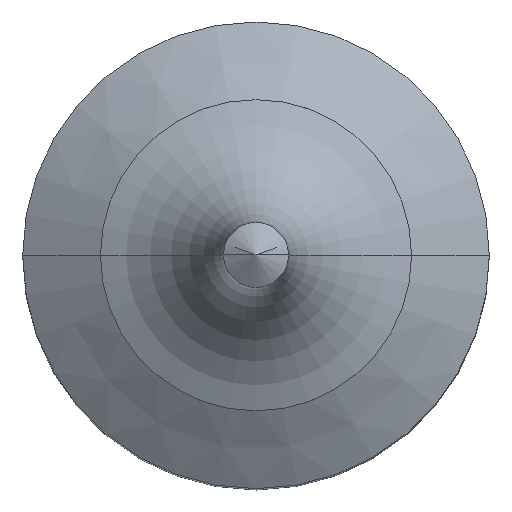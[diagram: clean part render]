
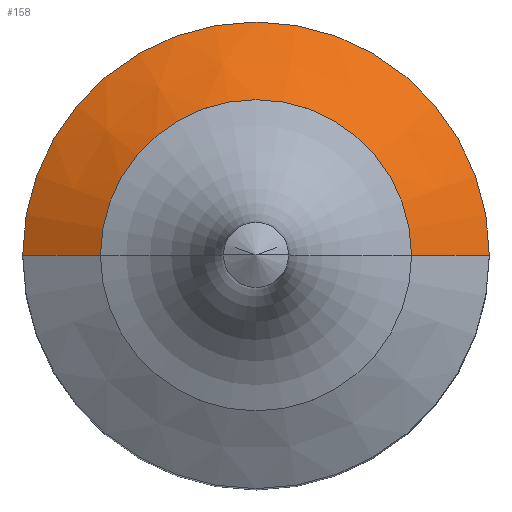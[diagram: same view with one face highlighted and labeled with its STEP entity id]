
A CAD part, top view. The second image highlights one B-rep face of the part: STEP entity #158.
In plain terms, the highlighted conical face has half-angle 60 degrees and reference radius 4 mm.
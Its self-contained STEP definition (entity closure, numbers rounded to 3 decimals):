
#92 = EDGE_LOOP ( 'NONE', ( #236, #157, #94, #111 ) ) ;
#93 = VERTEX_POINT ( 'NONE', #345 ) ;
#94 = ORIENTED_EDGE ( 'NONE', *, *, #159, .F. ) ;
#111 = ORIENTED_EDGE ( 'NONE', *, *, #162, .F. ) ;
#157 = ORIENTED_EDGE ( 'NONE', *, *, #238, .T. ) ;
#158 = ADVANCED_FACE ( 'NONE', ( #514 ), #555, .T. ) ;
#159 = EDGE_CURVE ( 'NONE', #161, #160, #529, .T. ) ;
#160 = VERTEX_POINT ( 'NONE', #531 ) ;
#161 = VERTEX_POINT ( 'NONE', #566 ) ;
#162 = EDGE_CURVE ( 'NONE', #93, #161, #576, .T. ) ;
#163 = VERTEX_POINT ( 'NONE', #471 ) ;
#236 = ORIENTED_EDGE ( 'NONE', *, *, #237, .T. ) ;
#237 = EDGE_CURVE ( 'NONE', #93, #163, #744, .T. ) ;
#238 = EDGE_CURVE ( 'NONE', #163, #160, #739, .T. ) ;
#345 = CARTESIAN_POINT ( 'NONE',  ( -4., 0., 51.723 ) ) ;
#466 = DIRECTION ( 'NONE',  ( -0.866, 0., -0.5 ) ) ;
#468 = VECTOR ( 'NONE', #466, 1000. ) ;
#469 = CARTESIAN_POINT ( 'NONE',  ( -4., 0., 51.723 ) ) ;
#471 = CARTESIAN_POINT ( 'NONE',  ( 4., 0., 51.723 ) ) ;
#491 = DIRECTION ( 'NONE',  ( -1., 0., 0. ) ) ;
#512 = DIRECTION ( 'NONE',  ( 0., 0., -1. ) ) ;
#514 = FACE_OUTER_BOUND ( 'NONE', #92, .T. ) ;
#525 = DIRECTION ( 'NONE',  ( -1., 0., 0. ) ) ;
#526 = DIRECTION ( 'NONE',  ( 0., 0., -1. ) ) ;
#527 = CARTESIAN_POINT ( 'NONE',  ( 0., 0., 50.568 ) ) ;
#528 = AXIS2_PLACEMENT_3D ( 'NONE', #527, #526, #525 ) ;
#529 = CIRCLE ( 'NONE', #528, 6. ) ;
#531 = CARTESIAN_POINT ( 'NONE',  ( 6., 0., 50.568 ) ) ;
#534 = AXIS2_PLACEMENT_3D ( 'NONE', #564, #512, #491 ) ;
#555 = CONICAL_SURFACE ( 'NONE', #534, 4., 1.047 ) ;
#564 = CARTESIAN_POINT ( 'NONE',  ( 0., 0., 51.723 ) ) ;
#566 = CARTESIAN_POINT ( 'NONE',  ( -6., 0., 50.568 ) ) ;
#576 = LINE ( 'NONE', #469, #468 ) ;
#722 = AXIS2_PLACEMENT_3D ( 'NONE', #742, #741, #740 ) ;
#736 = DIRECTION ( 'NONE',  ( 0.866, 0., -0.5 ) ) ;
#737 = VECTOR ( 'NONE', #736, 1000. ) ;
#738 = CARTESIAN_POINT ( 'NONE',  ( 4., 0., 51.723 ) ) ;
#739 = LINE ( 'NONE', #738, #737 ) ;
#740 = DIRECTION ( 'NONE',  ( -1., 0., 0. ) ) ;
#741 = DIRECTION ( 'NONE',  ( 0., 0., -1. ) ) ;
#742 = CARTESIAN_POINT ( 'NONE',  ( 0., 0., 51.723 ) ) ;
#744 = CIRCLE ( 'NONE', #722, 4. ) ;
